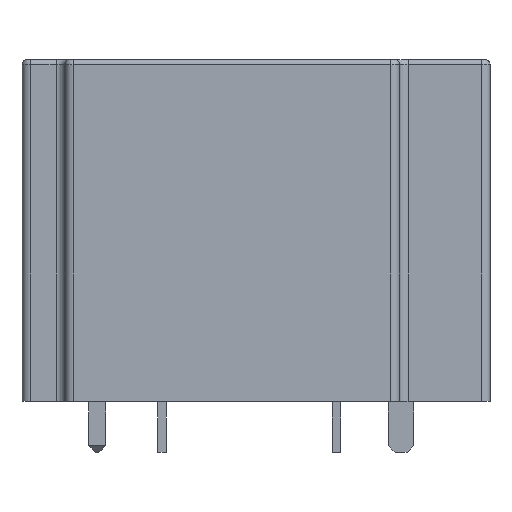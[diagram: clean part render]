
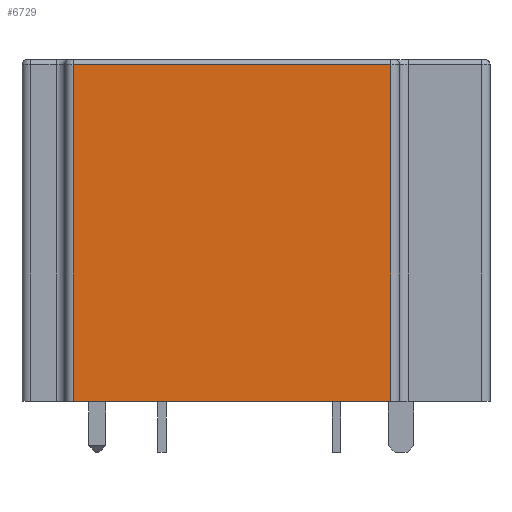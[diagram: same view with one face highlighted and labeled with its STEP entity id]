
A CAD part, front view. The second image highlights one B-rep face of the part: STEP entity #6729.
In plain terms, the highlighted planar face has unit normal (0, -1, 0).
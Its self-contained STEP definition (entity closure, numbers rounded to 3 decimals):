
#1083 = DIRECTION ( 'NONE',  ( -1., 0., 0. ) ) ;
#1361 = CARTESIAN_POINT ( 'NONE',  ( 7.7, -15.1, -0.2 ) ) ;
#1379 = ORIENTED_EDGE ( 'NONE', *, *, #2157, .T. ) ;
#1980 = CARTESIAN_POINT ( 'NONE',  ( -10.9, -15.1, -0.2 ) ) ;
#2037 = EDGE_LOOP ( 'NONE', ( #17512, #1379, #4064, #13795 ) ) ;
#2157 = EDGE_CURVE ( 'NONE', #7937, #3203, #7946, .T. ) ;
#2705 = LINE ( 'NONE', #5353, #3530 ) ;
#2835 = CARTESIAN_POINT ( 'NONE',  ( 7.7, -15.1, 19.5 ) ) ;
#3203 = VERTEX_POINT ( 'NONE', #7442 ) ;
#3274 = LINE ( 'NONE', #16701, #17484 ) ;
#3486 = FACE_OUTER_BOUND ( 'NONE', #2037, .T. ) ;
#3530 = VECTOR ( 'NONE', #5447, 1000. ) ;
#3743 = PLANE ( 'NONE',  #7684 ) ;
#4024 = EDGE_CURVE ( 'NONE', #14882, #5222, #11241, .T. ) ;
#4064 = ORIENTED_EDGE ( 'NONE', *, *, #6635, .T. ) ;
#4523 = CARTESIAN_POINT ( 'NONE',  ( 7.7, -15.1, -0.2 ) ) ;
#5222 = VERTEX_POINT ( 'NONE', #1980 ) ;
#5353 = CARTESIAN_POINT ( 'NONE',  ( -10.9, -15.1, 19.8 ) ) ;
#5447 = DIRECTION ( 'NONE',  ( 0., 0., -1. ) ) ;
#6419 = CARTESIAN_POINT ( 'NONE',  ( 7.7, -15.1, 19.8 ) ) ;
#6635 = EDGE_CURVE ( 'NONE', #3203, #5222, #2705, .T. ) ;
#6729 = ADVANCED_FACE ( 'NONE', ( #3486 ), #3743, .F. ) ;
#7442 = CARTESIAN_POINT ( 'NONE',  ( -10.9, -15.1, 19.5 ) ) ;
#7590 = DIRECTION ( 'NONE',  ( 0., 1., 0. ) ) ;
#7684 = AXIS2_PLACEMENT_3D ( 'NONE', #6419, #7590, #1083 ) ;
#7937 = VERTEX_POINT ( 'NONE', #2835 ) ;
#7946 = LINE ( 'NONE', #8049, #16813 ) ;
#8049 = CARTESIAN_POINT ( 'NONE',  ( 7.7, -15.1, 19.5 ) ) ;
#11241 = LINE ( 'NONE', #4523, #13396 ) ;
#12195 = DIRECTION ( 'NONE',  ( -1., 0., 0. ) ) ;
#13396 = VECTOR ( 'NONE', #16624, 1000. ) ;
#13765 = EDGE_CURVE ( 'NONE', #7937, #14882, #3274, .T. ) ;
#13795 = ORIENTED_EDGE ( 'NONE', *, *, #4024, .F. ) ;
#14098 = DIRECTION ( 'NONE',  ( 0., 0., -1. ) ) ;
#14882 = VERTEX_POINT ( 'NONE', #1361 ) ;
#16624 = DIRECTION ( 'NONE',  ( -1., 0., 0. ) ) ;
#16701 = CARTESIAN_POINT ( 'NONE',  ( 7.7, -15.1, 19.8 ) ) ;
#16813 = VECTOR ( 'NONE', #12195, 1000. ) ;
#17484 = VECTOR ( 'NONE', #14098, 1000. ) ;
#17512 = ORIENTED_EDGE ( 'NONE', *, *, #13765, .F. ) ;
